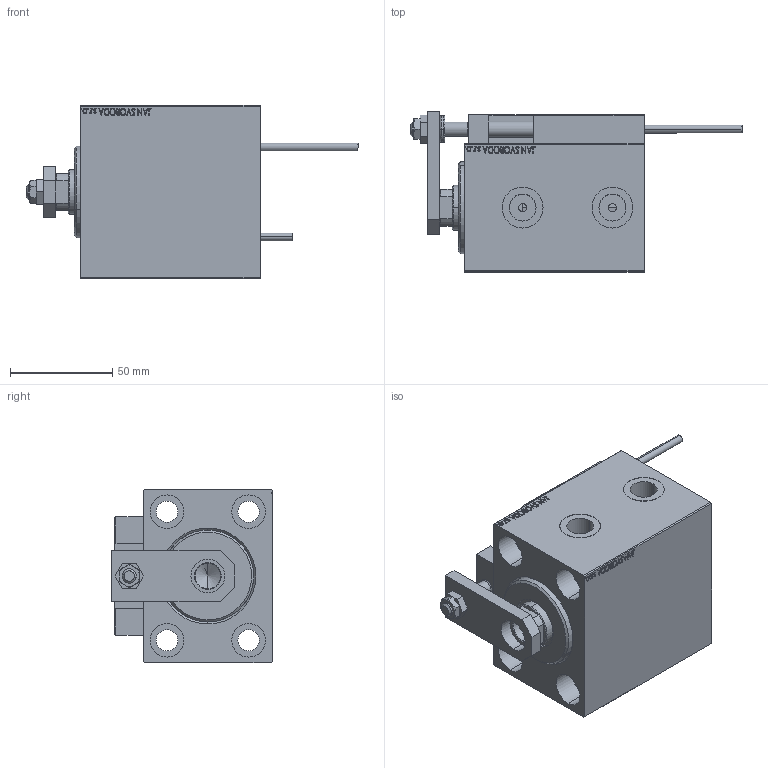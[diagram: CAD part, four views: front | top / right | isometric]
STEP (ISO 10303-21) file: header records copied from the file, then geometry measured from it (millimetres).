
FILE_DESCRIPTION (( 'STEP AP203' ), '1' );
FILE_NAME ('7e06.STEP', '2021-05-17T09:27:20', ( '' ), ( '' ), 'SwSTEP 2.0', 'SolidWorks 2019', '' );
FILE_SCHEMA (( 'CONFIG_CONTROL_DESIGN' ));
Length unit declared in the file: millimetre
Products named in the file (16): TYC_L79 1c3b825963e159712116e73f51aaa551; V450CM_C 1c3b825963e159712116e73f51aaa551; V450CM_VC_B 1c3b825963e159712116e73f51aaa551; ALLEN BOLT D8 1c3b825963e159712116e73f51aaa551; NUT_D10 1c3b825963e159712116e73f51aaa551; MAGNET 1c3b825963e159712116e73f51aaa551; ALLEN BOLT D5 1c3b825963e159712116e73f51aaa551; NUT_D12 1c3b825963e159712116e73f51aaa551; V450CM_C_VCP 1c3b825963e159712116e73f51aaa551; 7e06; ZARAZKA 1c3b825963e159712116e73f51aaa551; SWITCH_X_FRONT_BACK 1c3b825963e159712116e73f51aaa551; SWITCH DIM B,W 1c3b825963e159712116e73f51aaa551; KONCOVKA 1c3b825963e159712116e73f51aaa551; Block 1c3b825963e159712116e73f51aaa551; SWITCH X 1c3b825963e159712116e73f51aaa551
Assembly tree (25 placements, depth 3):
  7e06
    V450CM_C 1c3b825963e159712116e73f51aaa551
    SWITCH X 1c3b825963e159712116e73f51aaa551
      SWITCH_X_FRONT_BACK 1c3b825963e159712116e73f51aaa551  x2
      TYC_L79 1c3b825963e159712116e73f51aaa551
      Block 1c3b825963e159712116e73f51aaa551  x2
      ALLEN BOLT D5 1c3b825963e159712116e73f51aaa551  x4
      ALLEN BOLT D8 1c3b825963e159712116e73f51aaa551  x4
      MAGNET 1c3b825963e159712116e73f51aaa551  x2
      KONCOVKA 1c3b825963e159712116e73f51aaa551  x2
    NUT_D12 1c3b825963e159712116e73f51aaa551
    SWITCH DIM B,W 1c3b825963e159712116e73f51aaa551
    ZARAZKA 1c3b825963e159712116e73f51aaa551
    NUT_D10 1c3b825963e159712116e73f51aaa551
    V450CM_C_VCP 1c3b825963e159712116e73f51aaa551
    V450CM_VC_B 1c3b825963e159712116e73f51aaa551
Bounding box: 162.7 x 78.5 x 85 mm (x, y, z)
Volume: 457466.9 mm3; surface area: 104627.4 mm2
Topology: 24 solids, 24 shells, 1299 faces, 3111 edges, 1988 vertices
Faces by surface type: plane 568, bspline 380, cylinder 190, cone 113, torus 44, sphere 4
Entity records: 50962 total; most frequent: CARTESIAN_POINT 26198, ORIENTED_EDGE 5242, DIRECTION 3534, EDGE_CURVE 2621, VERTEX_POINT 1712, LINE 1502, VECTOR 1502, EDGE_LOOP 1211
